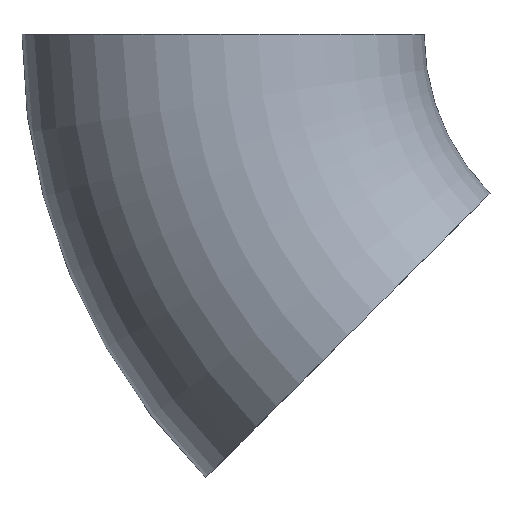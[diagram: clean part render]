
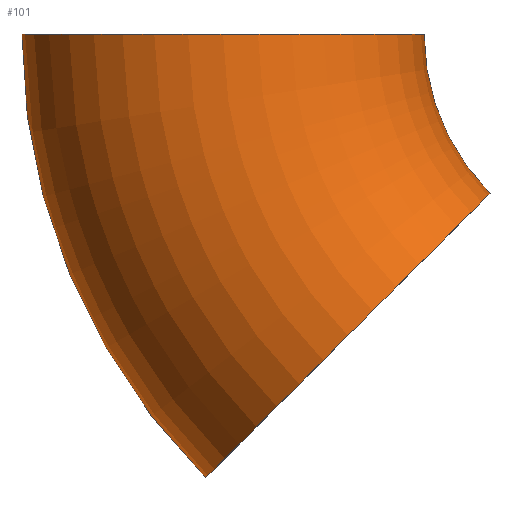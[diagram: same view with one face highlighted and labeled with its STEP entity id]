
A CAD part, front view. The second image highlights one B-rep face of the part: STEP entity #101.
In plain terms, the highlighted toroidal (fillet/blend) face has major radius 28.5 mm and minor radius 13.45 mm.
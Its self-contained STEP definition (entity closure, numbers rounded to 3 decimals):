
#14 = AXIS2_PLACEMENT_3D ( 'NONE', #94, #136, #43 ) ;
#20 = AXIS2_PLACEMENT_3D ( 'NONE', #108, #214, #107 ) ;
#25 = DIRECTION ( 'NONE',  ( 0., 0., 1. ) ) ;
#28 = AXIS2_PLACEMENT_3D ( 'NONE', #141, #199, #25 ) ;
#30 = AXIS2_PLACEMENT_3D ( 'NONE', #80, #159, #92 ) ;
#37 = EDGE_CURVE ( 'NONE', #41, #178, #39, .T. ) ;
#39 = CIRCLE ( 'NONE', #206, 13.45 ) ;
#41 = VERTEX_POINT ( 'NONE', #174 ) ;
#43 = DIRECTION ( 'NONE',  ( 0., 0., 1. ) ) ;
#46 = DIRECTION ( 'NONE',  ( 0.707, 0., 0.707 ) ) ;
#49 = VERTEX_POINT ( 'NONE', #222 ) ;
#68 = EDGE_LOOP ( 'NONE', ( #170, #156, #180, #78 ) ) ;
#77 = DIRECTION ( 'NONE',  ( -0.707, 0., 0.707 ) ) ;
#78 = ORIENTED_EDGE ( 'NONE', *, *, #148, .F. ) ;
#80 = CARTESIAN_POINT ( 'NONE',  ( -28.5, 0., 0. ) ) ;
#90 = CARTESIAN_POINT ( 'NONE',  ( -20.153, 0., -20.153 ) ) ;
#92 = DIRECTION ( 'NONE',  ( 1., 0., 0. ) ) ;
#94 = CARTESIAN_POINT ( 'NONE',  ( 0., 0., 0. ) ) ;
#101 = ADVANCED_FACE ( 'NONE', ( #151 ), #246, .T. ) ;
#105 = CIRCLE ( 'NONE', #20, 15.05 ) ;
#107 = DIRECTION ( 'NONE',  ( 0., 0., 1. ) ) ;
#108 = CARTESIAN_POINT ( 'NONE',  ( 0., 0., 0. ) ) ;
#122 = EDGE_CURVE ( 'NONE', #41, #252, #211, .T. ) ;
#136 = DIRECTION ( 'NONE',  ( 0., 1., 0. ) ) ;
#140 = CIRCLE ( 'NONE', #30, 13.45 ) ;
#141 = CARTESIAN_POINT ( 'NONE',  ( 0., 0., 0. ) ) ;
#148 = EDGE_CURVE ( 'NONE', #252, #49, #140, .T. ) ;
#151 = FACE_OUTER_BOUND ( 'NONE', #68, .T. ) ;
#156 = ORIENTED_EDGE ( 'NONE', *, *, #37, .T. ) ;
#159 = DIRECTION ( 'NONE',  ( 0., 0., 1. ) ) ;
#170 = ORIENTED_EDGE ( 'NONE', *, *, #122, .F. ) ;
#174 = CARTESIAN_POINT ( 'NONE',  ( -29.663, 0., -29.663 ) ) ;
#178 = VERTEX_POINT ( 'NONE', #225 ) ;
#180 = ORIENTED_EDGE ( 'NONE', *, *, #228, .T. ) ;
#191 = CARTESIAN_POINT ( 'NONE',  ( -41.95, 0., 0. ) ) ;
#199 = DIRECTION ( 'NONE',  ( 0., 1., 0. ) ) ;
#206 = AXIS2_PLACEMENT_3D ( 'NONE', #90, #77, #46 ) ;
#211 = CIRCLE ( 'NONE', #28, 41.95 ) ;
#214 = DIRECTION ( 'NONE',  ( 0., 1., 0. ) ) ;
#222 = CARTESIAN_POINT ( 'NONE',  ( -15.05, 0., 0. ) ) ;
#225 = CARTESIAN_POINT ( 'NONE',  ( -10.642, 0., -10.642 ) ) ;
#228 = EDGE_CURVE ( 'NONE', #178, #49, #105, .T. ) ;
#246 = TOROIDAL_SURFACE ( 'NONE', #14, 28.5, 13.45 ) ;
#252 = VERTEX_POINT ( 'NONE', #191 ) ;
